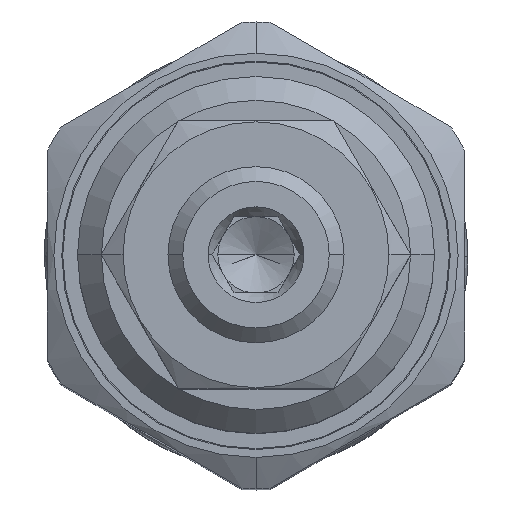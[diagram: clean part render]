
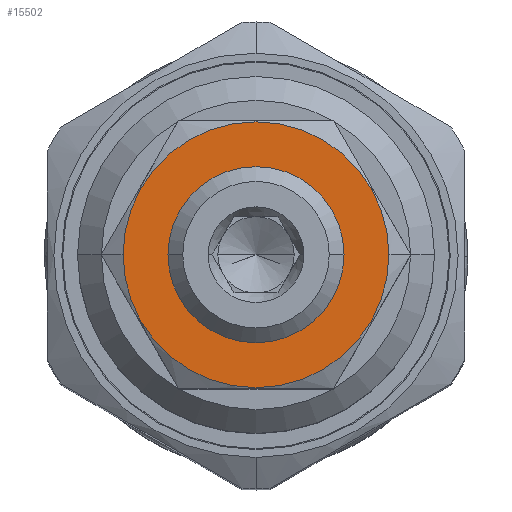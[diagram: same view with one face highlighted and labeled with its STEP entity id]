
A CAD part, top view. The second image highlights one B-rep face of the part: STEP entity #15502.
In plain terms, the highlighted planar face has unit normal (0, 0, 1).
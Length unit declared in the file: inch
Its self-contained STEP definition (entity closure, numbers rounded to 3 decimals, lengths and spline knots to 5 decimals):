
#6496=CARTESIAN_POINT('',(0.,0.,4.422));
#6497=DIRECTION('',(0.,0.,-1.));
#6498=DIRECTION('',(-1.,0.,0.));
#6499=AXIS2_PLACEMENT_3D('',#6496,#6497,#6498);
#6501=CARTESIAN_POINT('',(0.,0.,4.422));
#6502=DIRECTION('',(0.,0.,-1.));
#6503=DIRECTION('',(1.,0.,0.));
#6504=AXIS2_PLACEMENT_3D('',#6501,#6502,#6503);
#6506=CARTESIAN_POINT('',(0.,0.,4.422));
#6507=DIRECTION('',(0.,0.,1.));
#6508=DIRECTION('',(-1.,0.,0.));
#6509=AXIS2_PLACEMENT_3D('',#6506,#6507,#6508);
#6511=CARTESIAN_POINT('',(0.,0.,4.422));
#6512=DIRECTION('',(0.,0.,1.));
#6513=DIRECTION('',(1.,0.,0.));
#6514=AXIS2_PLACEMENT_3D('',#6511,#6512,#6513);
#8462=CARTESIAN_POINT('',(-0.2785,0.,4.422));
#8463=CARTESIAN_POINT('',(0.2785,0.,4.422));
#8464=VERTEX_POINT('',#8462);
#8465=VERTEX_POINT('',#8463);
#8504=CARTESIAN_POINT('',(-0.1845,0.,4.422));
#8505=CARTESIAN_POINT('',(0.1845,0.,4.422));
#8506=VERTEX_POINT('',#8504);
#8507=VERTEX_POINT('',#8505);
#15487=CARTESIAN_POINT('',(0.,0.,4.422));
#15488=DIRECTION('',(0.,0.,-1.));
#15489=DIRECTION('',(1.,0.,0.));
#15490=AXIS2_PLACEMENT_3D('',#15487,#15488,#15489);
#15491=PLANE('',#15490);
#15492=ORIENTED_EDGE('',*,*,#15463,.T.);
#15493=ORIENTED_EDGE('',*,*,#15479,.T.);
#15494=EDGE_LOOP('',(#15492,#15493));
#15495=FACE_OUTER_BOUND('',#15494,.F.);
#15497=ORIENTED_EDGE('',*,*,#15496,.T.);
#15499=ORIENTED_EDGE('',*,*,#15498,.T.);
#15500=EDGE_LOOP('',(#15497,#15499));
#15501=FACE_BOUND('',#15500,.F.);
#15502=ADVANCED_FACE('',(#15495,#15501),#15491,.F.);
#6500=CIRCLE('',#6499,0.2785);
#6505=CIRCLE('',#6504,0.2785);
#6510=CIRCLE('',#6509,0.1845);
#6515=CIRCLE('',#6514,0.1845);
#15463=EDGE_CURVE('',#8464,#8465,#6500,.T.);
#15479=EDGE_CURVE('',#8465,#8464,#6505,.T.);
#15496=EDGE_CURVE('',#8506,#8507,#6510,.T.);
#15498=EDGE_CURVE('',#8507,#8506,#6515,.T.);
